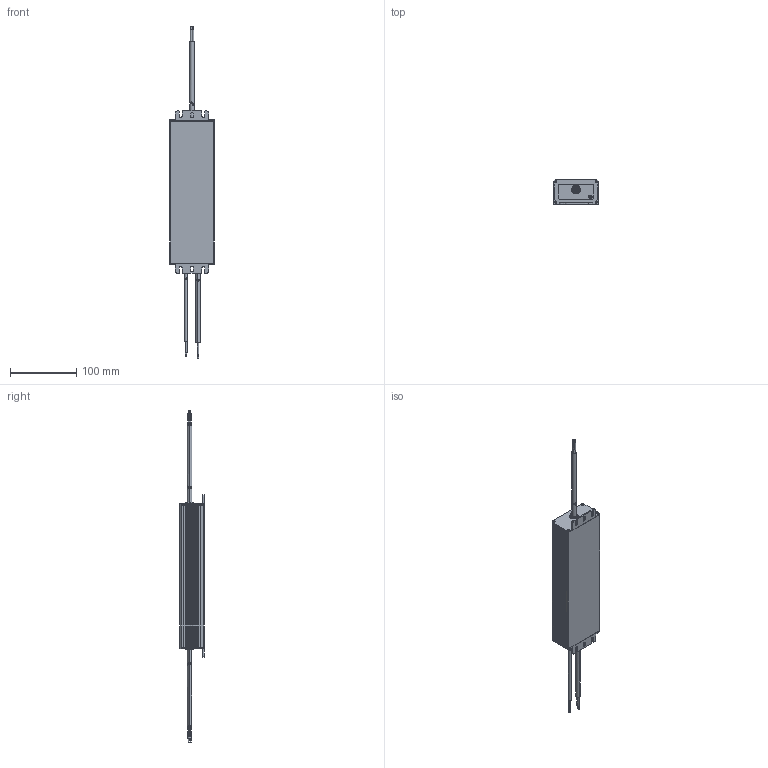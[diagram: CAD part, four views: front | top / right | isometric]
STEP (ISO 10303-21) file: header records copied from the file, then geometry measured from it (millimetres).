
FILE_DESCRIPTION (( 'STEP AP203' ), '1' );
FILE_NAME ('A5805-02_MT150A105AQ_CP.STEP', '2017-08-17T02:35:49', ( 'pc' ), ( '' ), 'SwSTEP 2.0', 'SolidWorks 2012', '' );
FILE_SCHEMA (( 'CONFIG_CONTROL_DESIGN' ));
Length unit declared in the file: millimetre
Products named in the file (12): A5805-02_MT150A105AQ_CP; A3450傷裔; 覃嫖盄旰; 覃嫖誘盄杶; 输入线束; 怀堤盄旰; 誘盄杶; A2364傷裔2; 鞠褒揤穩蹟隊M3ㄙ6; A2364傷裔; 菜え1; A5805 C俋褲
Assembly tree (13 placements, depth 3):
  A5805-02_MT150A105AQ_CP
    A5805 C俋褲
    菜え1  x2
    A2364傷裔2
      A2364傷裔
      鞠褒揤穩蹟隊M3ㄙ6
    誘盄杶  x2
    怀堤盄旰
    输入线束
    覃嫖誘盄杶
    覃嫖盄旰
    A3450傷裔
Bounding box: 67.5 x 37 x 500.5 mm (x, y, z)
Volume: 105697.4 mm3; surface area: 147987.9 mm2
Topology: 15 solids, 15 shells, 970 faces, 2723 edges, 1811 vertices
Faces by surface type: plane 590, cylinder 364, torus 14, bspline 2
Entity records: 31860 total; most frequent: CARTESIAN_POINT 6310, ORIENTED_EDGE 5166, DIRECTION 5006, EDGE_CURVE 2583, LINE 1862, VECTOR 1862, VERTEX_POINT 1719, AXIS2_PLACEMENT_3D 1572
